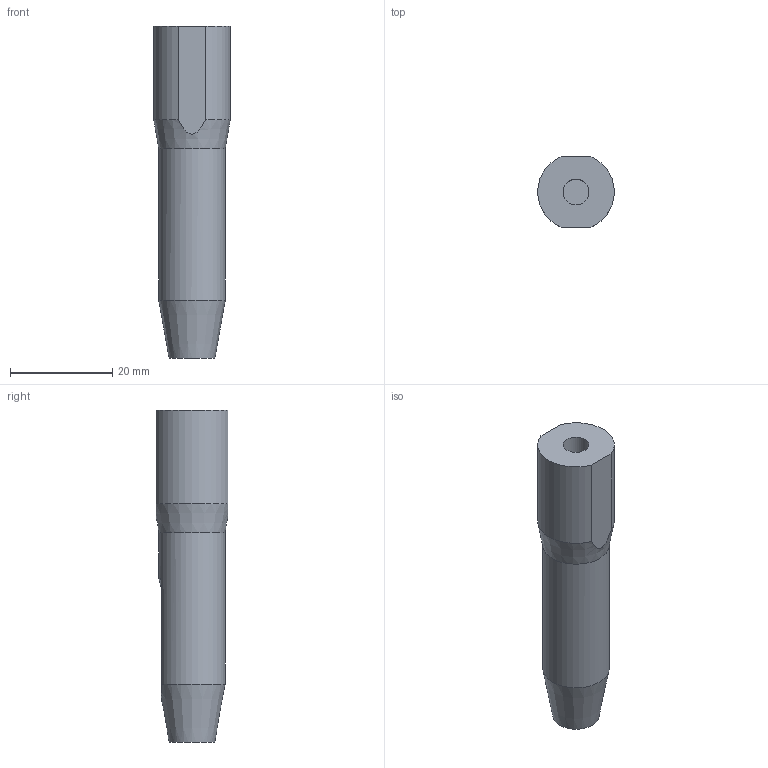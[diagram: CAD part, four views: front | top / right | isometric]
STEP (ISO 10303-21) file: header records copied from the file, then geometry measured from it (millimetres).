
FILE_DESCRIPTION(/* description */ ('','CAx-IF Rec.Pracs.---Representation and Presentation of Product Manufacturing Information (PMI)---4.0---2014-10-13'),/* implementation_level */ '2;1');
FILE_NAME(/* name */ 'twistMotorToDopShaft.step',/* time_stamp */ '2025-04-01T20:08:03-07:00',/* author */ (''),/* organization */ (''),/* preprocessor_version */ 'ST-DEVELOPER v20',/* originating_system */ 'Autodesk Translation Framework v13.20.0.188',/* authorisation */ '');
FILE_SCHEMA (('AP242_MANAGED_MODEL_BASED_3D_ENGINEERING_MIM_LF { 1 0 10303 442 1 1 4 }'));
Length unit declared in the file: millimetre
Products named in the file (1): shaft
Bounding box: 15 x 14 x 65 mm (x, y, z)
Volume: 7555.4 mm3; surface area: 3956.2 mm2
Topology: 1 solids, 1 shells, 24 faces, 57 edges, 37 vertices
Faces by surface type: cylinder 9, cone 7, plane 7, bspline 1
Full cylindrical faces by diameter (mm): 2.529 x2, 3.332 x2, 5.05 x1, 6.4 x1, 13 x1
Entity records: 954 total; most frequent: CARTESIAN_POINT 354, DIRECTION 116, ORIENTED_EDGE 114, EDGE_CURVE 57, AXIS2_PLACEMENT_3D 47, VERTEX_POINT 37, EDGE_LOOP 34, FACE_OUTER_BOUND 24
